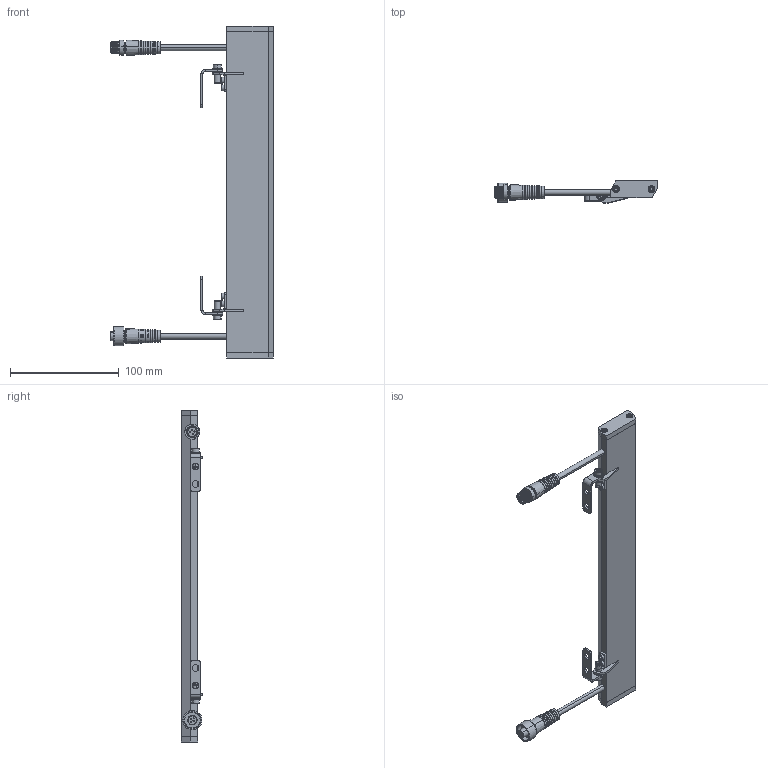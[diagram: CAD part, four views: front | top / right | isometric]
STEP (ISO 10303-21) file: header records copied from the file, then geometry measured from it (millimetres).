
FILE_DESCRIPTION (( 'STEP AP214' ), '1' );
FILE_NAME ('300.STEP', '2024-04-18T09:09:21', ( '' ), ( '' ), 'SwSTEP 2.0', 'SolidWorks 2021', '' );
FILE_SCHEMA (( 'AUTOMOTIVE_DESIGN' ));
Length unit declared in the file: millimetre
Products named in the file (21): ����� ���������� Pro line_�ࠢ��; 300; Ïðîôèëü Àðõèòåêòóðíûé àðõèòåêòîð óãëîâîé_300; ����� ���������� Pro line � ������ �������_�ࠢ��; Ïëàòà 35õ285ìì ïîä çàëèâêó_300; Jack  Male - ãåðìåòè÷íûé ðàçúåì; Ñòåêëî çàêàëåííîå 2ìì 35õ295ìì_300; 鎔艜 襞旂 11738-84_M4x12 DIN912; PL135910R mech (123) ôèãóðíàÿ; 鎔艜 襞旂 11738-84_M3x14 DIN912; ﾊ煇鳫 Pro line 2_300; ãàéêà-çàêëåïêà_M4; Ñáîðêà ïëàòà ñî ñâåòîäèîäàìè ïîä çàëèâêó_300; Ñòåíêà Àðõèòåêòóðíûé àðõèòåêòîð óãëîâîé 5ìì ïðàâàÿ; Ñâåòîäèîä ïîä ôèãóðíóþ; 鎔艜 襞旂 11738-84_M3x6 DIN912; Ñòåíêà Àðõèòåêòóðíûé àðõèòåêòîð óãëîâîé 5ìì; Ñáîðêà ëèíçà è ñâåòîäèîä ïîä çàëèâêó; plain washer normal grade a_iso_Washer ISO 7089 - 4; Jack Female  - ãåðìåòè÷íûé ðàçúåì; Êðîíøòåéí Pro line 2 — äðóãàÿ ñòîðîíà_300
Assembly tree (34 placements, depth 4):
  300
    Ïðîôèëü Àðõèòåêòóðíûé àðõèòåêòîð óãëîâîé_300
    Ñòåíêà Àðõèòåêòóðíûé àðõèòåêòîð óãëîâîé 5ìì
    Ñáîðêà ïëàòà ñî ñâåòîäèîäàìè ïîä çàëèâêó_300
      Ïëàòà 35õ285ìì ïîä çàëèâêó_300
      Ñáîðêà ëèíçà è ñâåòîäèîä ïîä çàëèâêó  x6
        PL135910R mech (123) ôèãóðíàÿ
        Ñâåòîäèîä ïîä ôèãóðíóþ
    Ñòåêëî çàêàëåííîå 2ìì 35õ295ìì_300
    Ñòåíêà Àðõèòåêòóðíûé àðõèòåêòîð óãëîâîé 5ìì ïðàâàÿ
    鎔艜 襞旂 11738-84_M3x14 DIN912  x4
    ﾊ煇鳫 Pro line 2_300
    ����� ���������� Pro line_�ࠢ��
    Êðîíøòåéí Pro line 2 — äðóãàÿ ñòîðîíà_300
    ����� ���������� Pro line � ������ �������_�ࠢ��
    鎔艜 襞旂 11738-84_M4x12 DIN912  x2
    ãàéêà-çàêëåïêà_M4  x2
    plain washer normal grade a_iso_Washer ISO 7089 - 4  x2
    鎔艜 襞旂 11738-84_M3x6 DIN912  x4
    Jack Female  - ãåðìåòè÷íûé ðàçúåì
    Jack  Male - ãåðìåòè÷íûé ðàçúåì
Bounding box: 149.55 x 19.85 x 305.1 mm (x, y, z)
Volume: 108333.1 mm3; surface area: 134611.2 mm2
Topology: 46 solids, 46 shells, 1155 faces, 2493 edges, 1525 vertices
Faces by surface type: plane 426, cylinder 307, torus 280, cone 142
Entity records: 28498 total; most frequent: DIRECTION 4487, CARTESIAN_POINT 4159, ORIENTED_EDGE 3594, AXIS2_PLACEMENT_3D 1885, EDGE_CURVE 1797, VERTEX_POINT 1097, CIRCLE 1030, EDGE_LOOP 930
